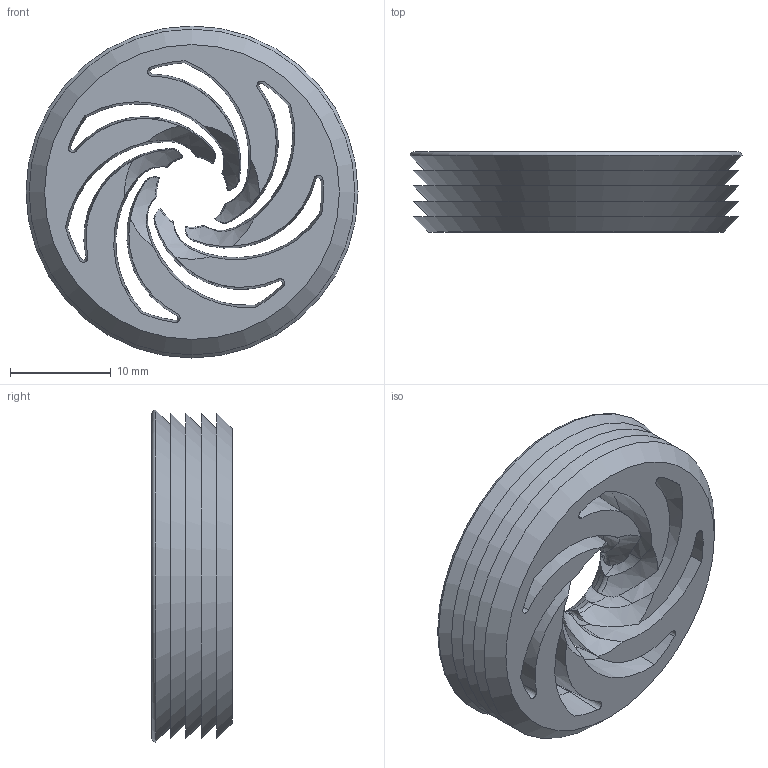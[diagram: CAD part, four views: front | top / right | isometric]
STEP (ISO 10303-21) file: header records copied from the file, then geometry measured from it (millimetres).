
FILE_DESCRIPTION(/* description */ (''),/* implementation_level */ '2;1');
FILE_NAME(/* name */ '227 Galaxy.stp',/* time_stamp */ '2021-09-13T23:54:44+02:00',/* author */ ('MirzaParavlic'),/* organization */ (''),/* preprocessor_version */ 'ST-DEVELOPER v18.1',/* originating_system */ 'Autodesk Inventor 2021',/* authorisation */ '');
FILE_SCHEMA (('AUTOMOTIVE_DESIGN { 1 0 10303 214 3 1 1 }'));
Length unit declared in the file: inch
Products named in the file (1): 220 Zero Slim 8 arms
Bounding box: 32.89 x 7.94 x 32.89 mm (x, y, z)
Volume: 3859.6 mm3; surface area: 4548.5 mm2
Topology: 1 solids, 1 shells, 422 faces, 1154 edges, 762 vertices
Faces by surface type: plane 203, cone 117, bspline 80, torus 22
Entity records: 14476 total; most frequent: CARTESIAN_POINT 4477, ORIENTED_EDGE 2308, DIRECTION 1664, EDGE_CURVE 1154, VERTEX_POINT 762, LINE 660, VECTOR 660, AXIS2_PLACEMENT_3D 502
